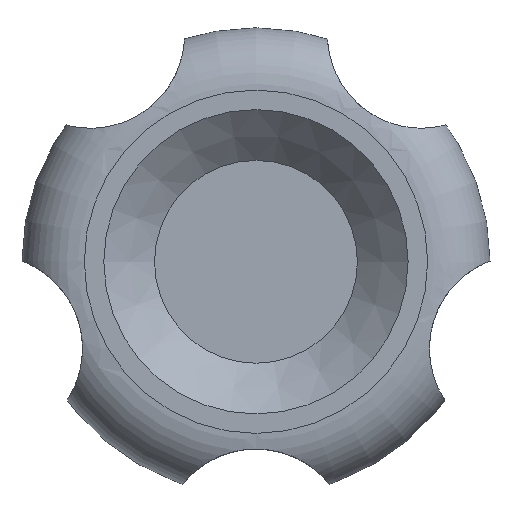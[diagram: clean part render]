
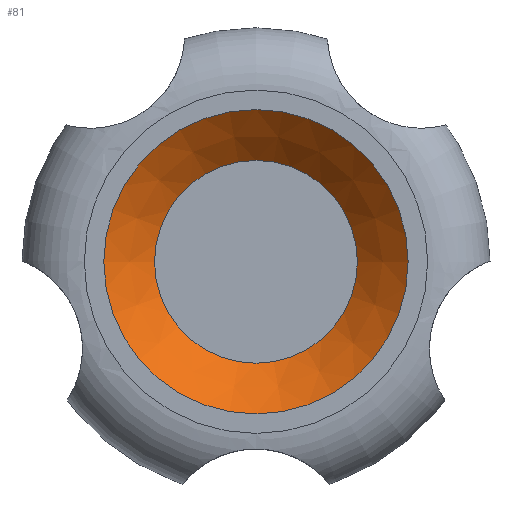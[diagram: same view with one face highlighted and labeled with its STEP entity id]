
A CAD part, top view. The second image highlights one B-rep face of the part: STEP entity #81.
In plain terms, the highlighted conical face has half-angle 47.291 degrees and reference radius 13 mm.
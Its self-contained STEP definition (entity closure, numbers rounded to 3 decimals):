
#81 = ADVANCED_FACE( '', ( #180, #181 ), #182, .F. );
#180 = FACE_OUTER_BOUND( '', #286, .T. );
#181 = FACE_BOUND( '', #287, .T. );
#182 = CONICAL_SURFACE( '', #288, 13., 0.825 );
#286 = EDGE_LOOP( '', ( #418 ) );
#287 = EDGE_LOOP( '', ( #419 ) );
#288 = AXIS2_PLACEMENT_3D( '', #420, #421, #422 );
#418 = ORIENTED_EDGE( '', *, *, #508, .T. );
#419 = ORIENTED_EDGE( '', *, *, #502, .F. );
#420 = CARTESIAN_POINT( '', ( 0., 0., 34. ) );
#421 = DIRECTION( '', ( 0., 0., 1. ) );
#422 = DIRECTION( '', ( 1., 0., 0. ) );
#502 = EDGE_CURVE( '', #570, #570, #571, .T. );
#508 = EDGE_CURVE( '', #579, #579, #580, .T. );
#570 = VERTEX_POINT( '', #1143 );
#571 = CIRCLE( '', #1144, 13. );
#579 = VERTEX_POINT( '', #1152 );
#580 = CIRCLE( '', #1153, 19.5 );
#1143 = CARTESIAN_POINT( '', ( 13., 0., 34. ) );
#1144 = AXIS2_PLACEMENT_3D( '', #1206, #1207, #1208 );
#1152 = CARTESIAN_POINT( '', ( 19.5, 0., 40. ) );
#1153 = AXIS2_PLACEMENT_3D( '', #1215, #1216, #1217 );
#1206 = CARTESIAN_POINT( '', ( 0., 0., 34. ) );
#1207 = DIRECTION( '', ( 0., 0., 1. ) );
#1208 = DIRECTION( '', ( 1., 0., 0. ) );
#1215 = CARTESIAN_POINT( '', ( 0., 0., 40. ) );
#1216 = DIRECTION( '', ( 0., 0., 1. ) );
#1217 = DIRECTION( '', ( 1., 0., 0. ) );
